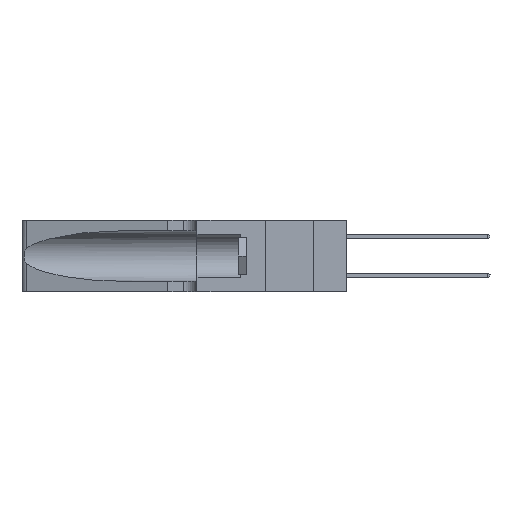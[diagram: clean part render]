
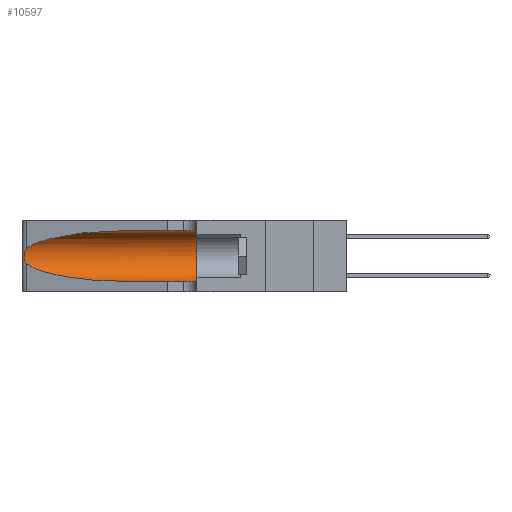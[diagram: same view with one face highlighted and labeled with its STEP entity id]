
A CAD part, left-side view. The second image highlights one B-rep face of the part: STEP entity #10597.
In plain terms, the highlighted cylindrical face has radius 3.308 mm (diameter 6.617 mm), a partial arc.
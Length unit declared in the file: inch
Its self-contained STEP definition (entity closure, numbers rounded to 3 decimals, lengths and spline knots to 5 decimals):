
#423 = EDGE_CURVE ( 'NONE', #27594, #10560, #5793, .T. ) ;
#556 = B_SPLINE_CURVE_WITH_KNOTS ( 'NONE', 3,
 ( #12346, #32700, #4080, #21327, #36174, #24502, #18649, #32963, #18267, #3825, #3698, #6598, #18131, #15206 ),
 .UNSPECIFIED., .F., .F.,
 ( 4, 2, 2, 2, 2, 2, 4 ),
 ( 0., 0.00027, 0.00053, 0.00107, 0.0016, 0.00187, 0.00214 ),
 .UNSPECIFIED. ) ;
#990 = VECTOR ( 'NONE', #23937, 39.37008 ) ;
#1188 = DIRECTION ( 'NONE',  ( 0., -1., 0. ) ) ;
#2507 = CARTESIAN_POINT ( 'NONE',  ( 0.1305, 0.72297, 0.05475 ) ) ;
#2628 = CARTESIAN_POINT ( 'NONE',  ( 0.18966, 0.96281, 0.05475 ) ) ;
#3698 = CARTESIAN_POINT ( 'NONE',  ( 0.25789, 1.23486, 0.15765 ) ) ;
#3825 = CARTESIAN_POINT ( 'NONE',  ( 0.25856, 1.23593, 0.16098 ) ) ;
#4080 = CARTESIAN_POINT ( 'NONE',  ( 0.25639, 1.23184, 0.21858 ) ) ;
#5793 = CIRCLE ( 'NONE', #18827, 0.13025 ) ;
#6487 = CARTESIAN_POINT ( 'NONE',  ( 0.1305, 1.61858, 0.31525 ) ) ;
#6598 = CARTESIAN_POINT ( 'NONE',  ( 0.25639, 1.23186, 0.15144 ) ) ;
#7021 = CARTESIAN_POINT ( 'NONE',  ( 0.1305, 0.72297, 0.31525 ) ) ;
#7999 = EDGE_CURVE ( 'NONE', #29048, #14530, #26616, .T. ) ;
#8812 = CARTESIAN_POINT ( 'NONE',  ( 0.1305, 0.35, 0.05475 ) ) ;
#9058 = EDGE_CURVE ( 'NONE', #20382, #27594, #34376, .T. ) ;
#9914 = AXIS2_PLACEMENT_3D ( 'NONE', #12363, #35675, #12749 ) ;
#10560 = VERTEX_POINT ( 'NONE', #8812 ) ;
#10597 = ADVANCED_FACE ( 'NONE', ( #24400 ), #33135, .F. ) ;
#10938 = ORIENTED_EDGE ( 'NONE', *, *, #33550, .T. ) ;
#11157 = CARTESIAN_POINT ( 'NONE',  ( 0.25487, 1.22718, 0.14631 ) ) ;
#12346 = CARTESIAN_POINT ( 'NONE',  ( 0.25487, 1.22718, 0.22369 ) ) ;
#12363 = CARTESIAN_POINT ( 'NONE',  ( 0.1305, 1.61858, 0.185 ) ) ;
#12749 = DIRECTION ( 'NONE',  ( 0., 0., -1. ) ) ;
#12806 = VECTOR ( 'NONE', #1188, 39.37008 ) ;
#13397 = CARTESIAN_POINT ( 'NONE',  ( 0.1305, 0.35, 0.31525 ) ) ;
#14126 = CARTESIAN_POINT ( 'NONE',  ( 0.2373, 1.15595, 0.08982 ) ) ;
#14530 = VERTEX_POINT ( 'NONE', #33013 ) ;
#15206 = CARTESIAN_POINT ( 'NONE',  ( 0.25487, 1.22718, 0.14631 ) ) ;
#16881 = CARTESIAN_POINT ( 'NONE',  ( 0.2373, 1.15595, 0.28018 ) ) ;
#17411 = DIRECTION ( 'NONE',  ( 0., 1., 0. ) ) ;
#17487 = ORIENTED_EDGE ( 'NONE', *, *, #19228, .T. ) ;
#18131 = CARTESIAN_POINT ( 'NONE',  ( 0.25555, 1.22993, 0.14849 ) ) ;
#18267 = CARTESIAN_POINT ( 'NONE',  ( 0.26017, 1.23833, 0.17102 ) ) ;
#18319 = EDGE_LOOP ( 'NONE', ( #17487, #28881, #35851, #10938, #37649, #36708 ) ) ;
#18649 = CARTESIAN_POINT ( 'NONE',  ( 0.26075, 1.23896, 0.19203 ) ) ;
#18827 = AXIS2_PLACEMENT_3D ( 'NONE', #37521, #17411, #23281 ) ;
#19228 = EDGE_CURVE ( 'NONE', #20382, #21809, #19852, .T. ) ;
#19852 =( BOUNDED_CURVE ( )  B_SPLINE_CURVE ( 3, ( #7021, #31700, #16881, #19992 ),
 .UNSPECIFIED., .F., .T. ) 
 B_SPLINE_CURVE_WITH_KNOTS ( ( 4, 4 ),
 ( 1.5708, 2.84003 ),
 .UNSPECIFIED. ) 
 CURVE ( )  GEOMETRIC_REPRESENTATION_ITEM ( )  RATIONAL_B_SPLINE_CURVE ( ( 1., 0.87, 0.87, 1. ) ) 
 REPRESENTATION_ITEM ( '' )  );
#19992 = CARTESIAN_POINT ( 'NONE',  ( 0.25487, 1.22718, 0.22369 ) ) ;
#20382 = VERTEX_POINT ( 'NONE', #34312 ) ;
#21327 = CARTESIAN_POINT ( 'NONE',  ( 0.25787, 1.23484, 0.2124 ) ) ;
#21379 = CARTESIAN_POINT ( 'NONE',  ( 0.25487, 1.22718, 0.22369 ) ) ;
#21809 = VERTEX_POINT ( 'NONE', #21379 ) ;
#22145 = EDGE_CURVE ( 'NONE', #21809, #29048, #556, .T. ) ;
#23281 = DIRECTION ( 'NONE',  ( 0., 0., 1. ) ) ;
#23937 = DIRECTION ( 'NONE',  ( 0., -1., 0. ) ) ;
#24400 = FACE_OUTER_BOUND ( 'NONE', #18319, .T. ) ;
#24502 = CARTESIAN_POINT ( 'NONE',  ( 0.26018, 1.23835, 0.19895 ) ) ;
#26616 =( BOUNDED_CURVE ( )  B_SPLINE_CURVE ( 3, ( #11157, #14126, #2628, #2507 ),
 .UNSPECIFIED., .F., .T. ) 
 B_SPLINE_CURVE_WITH_KNOTS ( ( 4, 4 ),
 ( 3.44316, 4.71239 ),
 .UNSPECIFIED. ) 
 CURVE ( )  GEOMETRIC_REPRESENTATION_ITEM ( )  RATIONAL_B_SPLINE_CURVE ( ( 1., 0.87, 0.87, 1. ) ) 
 REPRESENTATION_ITEM ( '' )  );
#27594 = VERTEX_POINT ( 'NONE', #13397 ) ;
#28881 = ORIENTED_EDGE ( 'NONE', *, *, #22145, .T. ) ;
#29048 = VERTEX_POINT ( 'NONE', #31078 ) ;
#31078 = CARTESIAN_POINT ( 'NONE',  ( 0.25487, 1.22718, 0.14631 ) ) ;
#31700 = CARTESIAN_POINT ( 'NONE',  ( 0.18966, 0.96281, 0.31525 ) ) ;
#32700 = CARTESIAN_POINT ( 'NONE',  ( 0.25555, 1.22994, 0.2215 ) ) ;
#32963 = CARTESIAN_POINT ( 'NONE',  ( 0.26075, 1.23896, 0.178 ) ) ;
#33013 = CARTESIAN_POINT ( 'NONE',  ( 0.1305, 0.72297, 0.05475 ) ) ;
#33024 = LINE ( 'NONE', #35624, #990 ) ;
#33135 = CYLINDRICAL_SURFACE ( 'NONE', #9914, 0.13025 ) ;
#33550 = EDGE_CURVE ( 'NONE', #14530, #10560, #33024, .T. ) ;
#34312 = CARTESIAN_POINT ( 'NONE',  ( 0.1305, 0.72297, 0.31525 ) ) ;
#34376 = LINE ( 'NONE', #6487, #12806 ) ;
#35624 = CARTESIAN_POINT ( 'NONE',  ( 0.1305, 1.61858, 0.05475 ) ) ;
#35675 = DIRECTION ( 'NONE',  ( 0., -1., 0. ) ) ;
#35851 = ORIENTED_EDGE ( 'NONE', *, *, #7999, .T. ) ;
#36174 = CARTESIAN_POINT ( 'NONE',  ( 0.25854, 1.2359, 0.20912 ) ) ;
#36708 = ORIENTED_EDGE ( 'NONE', *, *, #9058, .F. ) ;
#37521 = CARTESIAN_POINT ( 'NONE',  ( 0.1305, 0.35, 0.185 ) ) ;
#37649 = ORIENTED_EDGE ( 'NONE', *, *, #423, .F. ) ;
